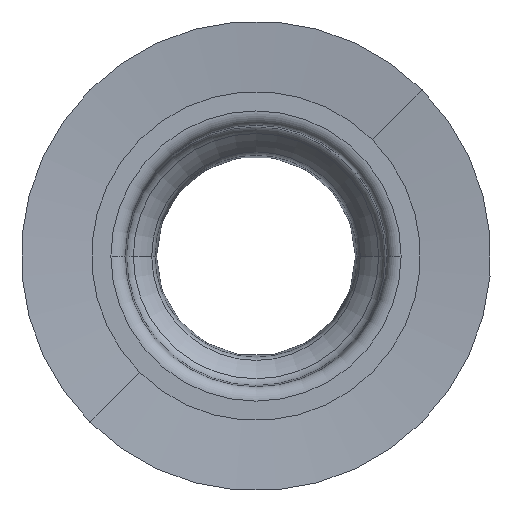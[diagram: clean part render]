
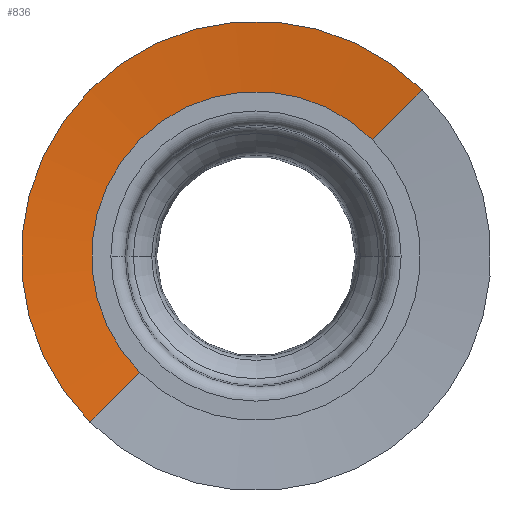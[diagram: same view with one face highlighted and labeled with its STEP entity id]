
A CAD part, top view. The second image highlights one B-rep face of the part: STEP entity #836.
In plain terms, the highlighted conical face has half-angle 85.047 degrees and reference radius 4.25 mm.
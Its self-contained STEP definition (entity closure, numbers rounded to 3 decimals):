
#17=CARTESIAN_POINT('',(0.,0.,
0.));
#18=DIRECTION('',(0.,0.,-1.));
#19=DIRECTION('',(-0.707,-0.707,0.));
#20=AXIS2_PLACEMENT_3D('',#17,#18,#19);
#22=CARTESIAN_POINT('',(0.,0.,-0.13));
#23=DIRECTION('',(0.,0.,1.));
#24=DIRECTION('',(0.707,0.707,0.));
#25=AXIS2_PLACEMENT_3D('',#22,#23,#24);
#150=DIRECTION('',(0.704,0.704,-0.086));
#151=VECTOR('',#150,1.506);
#152=CARTESIAN_POINT('',(-3.536,-3.536,
0.));
#153=LINE('',#152,#151);
#159=DIRECTION('',(-0.704,-0.704,-0.086));
#160=VECTOR('',#159,1.506);
#161=CARTESIAN_POINT('',(3.536,3.536,0.));
#162=LINE('',#161,#160);
#769=CARTESIAN_POINT('',(2.475,2.475,-0.13));
#770=CARTESIAN_POINT('',(-2.475,-2.475,-0.13));
#771=VERTEX_POINT('',#769);
#772=VERTEX_POINT('',#770);
#777=CARTESIAN_POINT('',(-3.536,-3.536,
0.));
#778=CARTESIAN_POINT('',(3.536,3.536,0.));
#779=VERTEX_POINT('',#777);
#780=VERTEX_POINT('',#778);
#821=CARTESIAN_POINT('',(0.,0.,
-0.065));
#822=DIRECTION('',(0.,0.,1.));
#823=DIRECTION('',(0.707,0.707,0.));
#824=AXIS2_PLACEMENT_3D('',#821,#822,#823);
#825=CONICAL_SURFACE('',#824,4.25,85.047);
#827=ORIENTED_EDGE('',*,*,#826,.T.);
#829=ORIENTED_EDGE('',*,*,#828,.T.);
#831=ORIENTED_EDGE('',*,*,#830,.T.);
#833=ORIENTED_EDGE('',*,*,#832,.F.);
#834=EDGE_LOOP('',(#827,#829,#831,#833));
#835=FACE_OUTER_BOUND('',#834,.F.);
#21=CIRCLE('',#20,5.);
#26=CIRCLE('',#25,3.5);
#826=EDGE_CURVE('',#779,#780,#21,.T.);
#828=EDGE_CURVE('',#780,#771,#162,.T.);
#830=EDGE_CURVE('',#771,#772,#26,.T.);
#832=EDGE_CURVE('',#779,#772,#153,.T.);
#836=ADVANCED_FACE('',(#835),#825,.F.);
